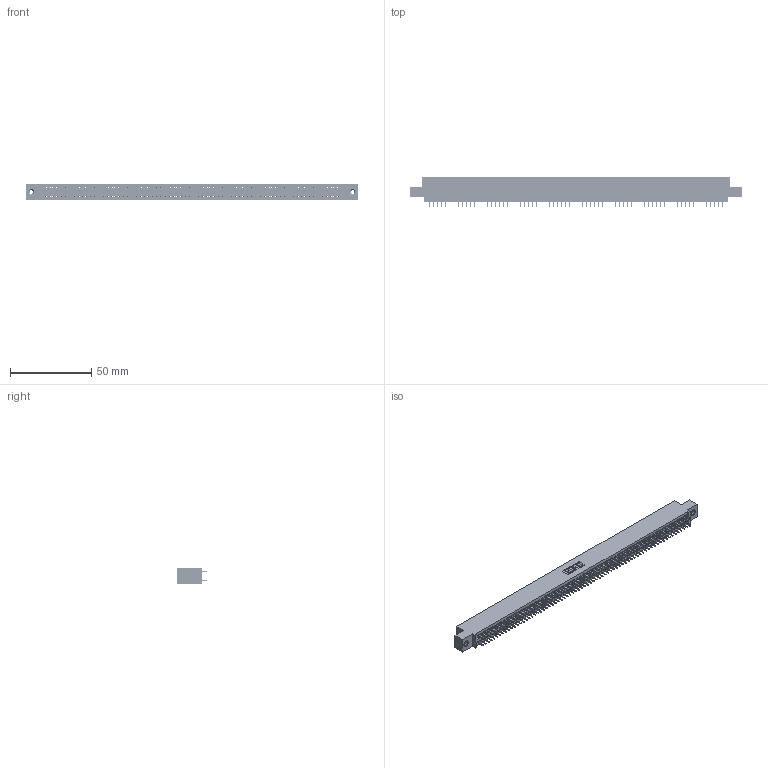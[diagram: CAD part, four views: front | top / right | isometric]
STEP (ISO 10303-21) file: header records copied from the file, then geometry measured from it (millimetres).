
FILE_DESCRIPTION (( 'STEP AP203' ), '1' );
FILE_NAME ('345-144-525-508.STEP', '2020-09-22T19:07:51', ( '' ), ( '' ), 'SwSTEP 2.0', 'SolidWorks 2020', '' );
FILE_SCHEMA (( 'CONFIG_CONTROL_DESIGN' ));
Length unit declared in the file: inch
Products named in the file (4): 345-292-001_345-293-125; 345-250-001_345-250-003-102; 345-144-525-508; 345 Part_0.110 Offset - 0.156 Dia-TI
Assembly tree (147 placements, depth 2):
  345-144-525-508
    345 Part_0.110 Offset - 0.156 Dia-TI
    345-292-001_345-293-125  x144
    345-250-001_345-250-003-102  x2
Bounding box: 204.09 x 18.72 x 9.4 mm (x, y, z)
Volume: 19787 mm3; surface area: 29221.5 mm2
Topology: 147 solids, 147 shells, 7966 faces, 22521 edges, 14430 vertices
Faces by surface type: plane 5732, cylinder 2218, cone 12, torus 4
Entity records: 53846 total; most frequent: CARTESIAN_POINT 8979, ORIENTED_EDGE 8906, DIRECTION 7907, EDGE_CURVE 4453, VECTOR 4017, LINE 4017, VERTEX_POINT 2960, AXIS2_PLACEMENT_3D 1945
